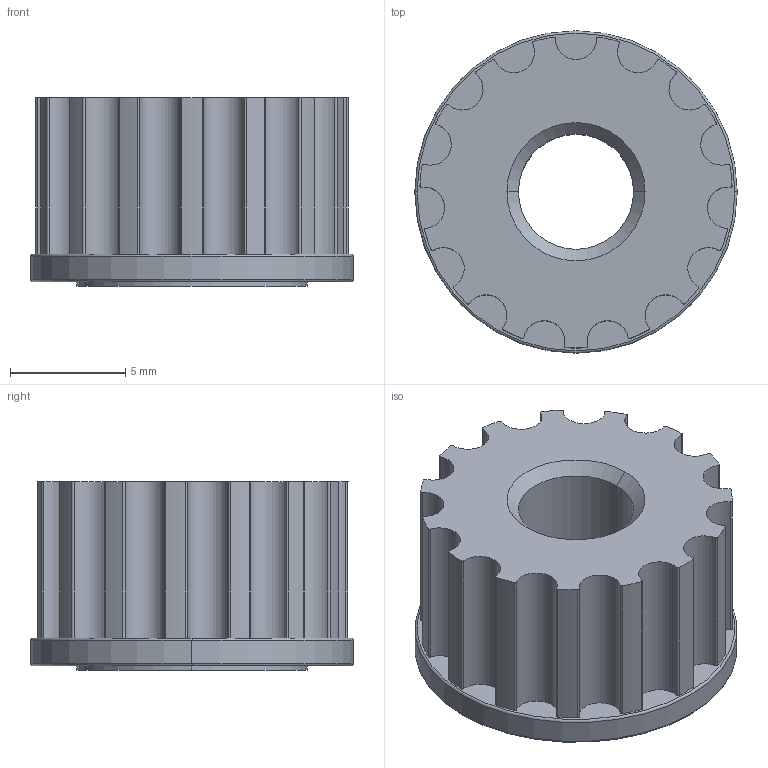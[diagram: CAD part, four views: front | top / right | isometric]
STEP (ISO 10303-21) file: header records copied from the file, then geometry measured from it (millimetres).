
FILE_DESCRIPTION (( 'STEP AP214' ), '1' );
FILE_NAME ('4333240000567.STEP', '2018-01-17T02:10:09', ( '13' ), ( '' ), 'SwSTEP 2.0', 'SolidWorks 2012', '' );
FILE_SCHEMA (( 'AUTOMOTIVE_DESIGN' ));
Length unit declared in the file: millimetre
Products named in the file (1): 4333240000567
Bounding box: 14 x 14 x 8.2 mm (x, y, z)
Volume: 865.5 mm3; surface area: 845.8 mm2
Topology: 1 solids, 1 shells, 78 faces, 214 edges, 140 vertices
Faces by surface type: cylinder 66, cone 4, torus 4, plane 4
Entity records: 2596 total; most frequent: DIRECTION 516, CARTESIAN_POINT 433, ORIENTED_EDGE 428, AXIS2_PLACEMENT_3D 223, EDGE_CURVE 214, CIRCLE 144, VERTEX_POINT 140, EDGE_LOOP 82
